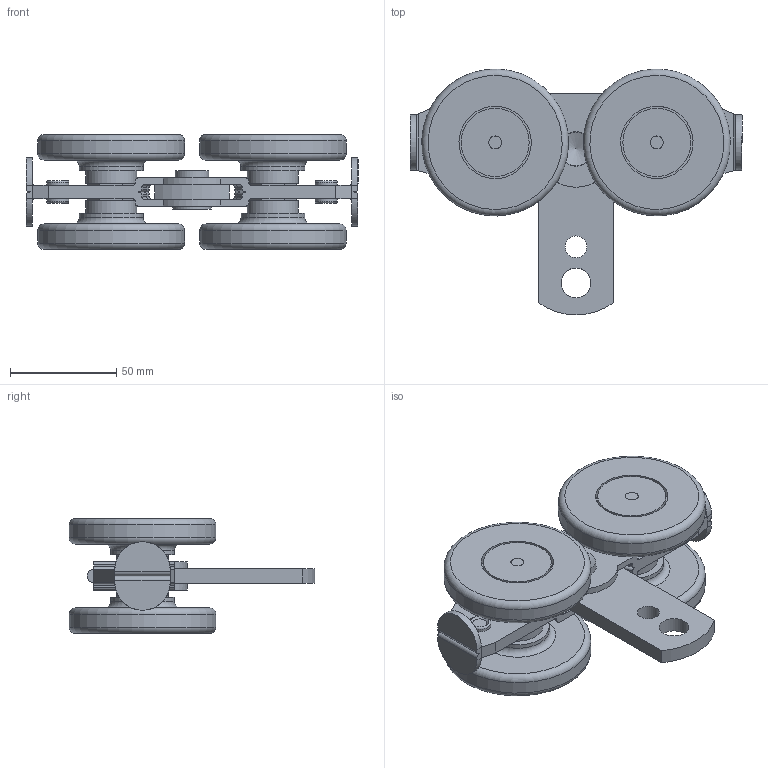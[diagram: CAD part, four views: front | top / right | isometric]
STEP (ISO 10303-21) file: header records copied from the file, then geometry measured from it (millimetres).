
FILE_DESCRIPTION(/* description */ (''),/* implementation_level */ '2;1');
FILE_NAME(/* name */ '782.stp',/* time_stamp */ '2016-08-22T16:02:17+02:00',/* author */ ('Giuliano'),/* organization */ (''),/* preprocessor_version */ 'ST-DEVELOPER v15.6',/* originating_system */ 'Autodesk Inventor 2015',/* authorisation */ '');
FILE_SCHEMA (('AUTOMOTIVE_DESIGN { 1 0 10303 214 3 1 1 }'));
Length unit declared in the file: millimetre
Products named in the file (1): Pièce1
Bounding box: 156 x 115.49 x 54 mm (x, y, z)
Volume: 259797.1 mm3; surface area: 76265.6 mm2
Topology: 3 solids, 9 shells, 425 faces, 1104 edges, 752 vertices
Faces by surface type: plane 201, cylinder 125, bspline 78, torus 16, cone 5
Full cylindrical faces by diameter (mm): 5.2 x2, 6 x4, 6.1 x4, 10.2 x1, 10.4 x4, 14 x9, 14.2 x4, 15.8 x1, 16.2 x1, 18 x1, 22 x4, 24 x4, 30 x4, 32 x4, 34 x4, 69 x4
Entity records: 13606 total; most frequent: CARTESIAN_POINT 3560, ORIENTED_EDGE 2020, DIRECTION 1676, EDGE_CURVE 1010, VERTEX_POINT 734, AXIS2_PLACEMENT_3D 588, EDGE_LOOP 576, LINE 500
